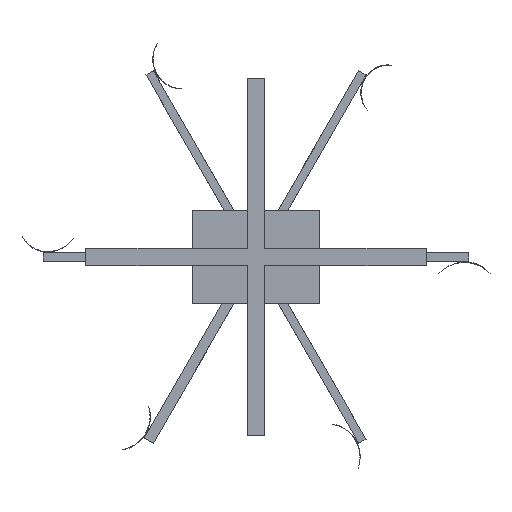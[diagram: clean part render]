
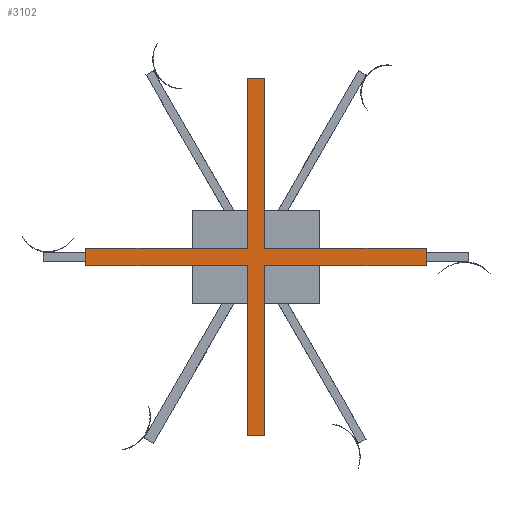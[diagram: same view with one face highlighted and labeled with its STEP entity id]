
A CAD part, front view. The second image highlights one B-rep face of the part: STEP entity #3102.
In plain terms, the highlighted planar face has unit normal (0, -1, 0).
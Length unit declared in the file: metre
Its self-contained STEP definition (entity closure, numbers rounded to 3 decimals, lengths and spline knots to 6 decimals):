
#79=CIRCLE('',#3299,0.0285);
#81=CIRCLE('',#3301,0.0285);
#83=CIRCLE('',#3303,0.0285);
#85=CIRCLE('',#3305,0.0285);
#260=FACE_OUTER_BOUND('',#435,.T.);
#435=EDGE_LOOP('',(#2462,#2463,#2464,#2465,#2466,#2467,#2468,#2469,#2470,
#2471,#2472,#2473,#2474,#2475,#2476,#2477));
#721=LINE('',#4841,#1071);
#726=LINE('',#4851,#1076);
#729=LINE('',#4857,#1079);
#731=LINE('',#4861,#1081);
#736=LINE('',#4870,#1086);
#737=LINE('',#4872,#1087);
#741=LINE('',#4880,#1091);
#742=LINE('',#4882,#1092);
#745=LINE('',#4888,#1095);
#746=LINE('',#4890,#1096);
#747=LINE('',#4893,#1097);
#748=LINE('',#4894,#1098);
#1071=VECTOR('',#3909,0.01);
#1076=VECTOR('',#3918,0.01);
#1079=VECTOR('',#3923,0.01);
#1081=VECTOR('',#3927,0.01);
#1086=VECTOR('',#3934,0.01);
#1087=VECTOR('',#3937,0.01);
#1091=VECTOR('',#3945,0.01);
#1092=VECTOR('',#3948,0.01);
#1095=VECTOR('',#3955,0.01);
#1096=VECTOR('',#3958,0.01);
#1097=VECTOR('',#3961,0.01);
#1098=VECTOR('',#3962,0.01);
#1349=VERTEX_POINT('',#4802);
#1350=VERTEX_POINT('',#4804);
#1353=VERTEX_POINT('',#4810);
#1354=VERTEX_POINT('',#4812);
#1357=VERTEX_POINT('',#4818);
#1358=VERTEX_POINT('',#4820);
#1361=VERTEX_POINT('',#4826);
#1362=VERTEX_POINT('',#4828);
#1366=VERTEX_POINT('',#4840);
#1369=VERTEX_POINT('',#4850);
#1371=VERTEX_POINT('',#4856);
#1372=VERTEX_POINT('',#4860);
#1375=VERTEX_POINT('',#4868);
#1377=VERTEX_POINT('',#4878);
#1378=VERTEX_POINT('',#4886);
#1379=VERTEX_POINT('',#4892);
#1722=EDGE_CURVE('',#1349,#1350,#79,.T.);
#1726=EDGE_CURVE('',#1353,#1354,#81,.T.);
#1730=EDGE_CURVE('',#1357,#1358,#83,.T.);
#1734=EDGE_CURVE('',#1361,#1362,#85,.T.);
#1740=EDGE_CURVE('',#1366,#1354,#721,.T.);
#1745=EDGE_CURVE('',#1358,#1369,#726,.T.);
#1748=EDGE_CURVE('',#1371,#1350,#729,.T.);
#1750=EDGE_CURVE('',#1362,#1372,#731,.T.);
#1755=EDGE_CURVE('',#1375,#1349,#736,.T.);
#1756=EDGE_CURVE('',#1372,#1375,#737,.T.);
#1760=EDGE_CURVE('',#1377,#1361,#741,.T.);
#1761=EDGE_CURVE('',#1369,#1377,#742,.T.);
#1764=EDGE_CURVE('',#1357,#1378,#745,.T.);
#1765=EDGE_CURVE('',#1378,#1366,#746,.T.);
#1766=EDGE_CURVE('',#1353,#1379,#747,.T.);
#1767=EDGE_CURVE('',#1379,#1371,#748,.T.);
#2462=ORIENTED_EDGE('',*,*,#1764,.T.);
#2463=ORIENTED_EDGE('',*,*,#1765,.T.);
#2464=ORIENTED_EDGE('',*,*,#1740,.T.);
#2465=ORIENTED_EDGE('',*,*,#1726,.F.);
#2466=ORIENTED_EDGE('',*,*,#1766,.T.);
#2467=ORIENTED_EDGE('',*,*,#1767,.T.);
#2468=ORIENTED_EDGE('',*,*,#1748,.T.);
#2469=ORIENTED_EDGE('',*,*,#1722,.F.);
#2470=ORIENTED_EDGE('',*,*,#1755,.F.);
#2471=ORIENTED_EDGE('',*,*,#1756,.F.);
#2472=ORIENTED_EDGE('',*,*,#1750,.F.);
#2473=ORIENTED_EDGE('',*,*,#1734,.F.);
#2474=ORIENTED_EDGE('',*,*,#1760,.F.);
#2475=ORIENTED_EDGE('',*,*,#1761,.F.);
#2476=ORIENTED_EDGE('',*,*,#1745,.F.);
#2477=ORIENTED_EDGE('',*,*,#1730,.F.);
#2949=PLANE('',#3321);
#3102=ADVANCED_FACE('',(#260),#2949,.F.);
#3299=AXIS2_PLACEMENT_3D('',#4805,#3879,#3880);
#3301=AXIS2_PLACEMENT_3D('',#4813,#3885,#3886);
#3303=AXIS2_PLACEMENT_3D('',#4821,#3891,#3892);
#3305=AXIS2_PLACEMENT_3D('',#4829,#3897,#3898);
#3321=AXIS2_PLACEMENT_3D('',#4891,#3959,#3960);
#3879=DIRECTION('center_axis',(0.,1.,0.));
#3880=DIRECTION('ref_axis',(1.,0.,0.));
#3885=DIRECTION('center_axis',(0.,1.,0.));
#3886=DIRECTION('ref_axis',(1.,0.,0.));
#3891=DIRECTION('center_axis',(0.,1.,0.));
#3892=DIRECTION('ref_axis',(1.,0.,0.));
#3897=DIRECTION('center_axis',(0.,1.,0.));
#3898=DIRECTION('ref_axis',(1.,0.,0.));
#3909=DIRECTION('',(-1.,0.,0.));
#3918=DIRECTION('',(0.,0.,-1.));
#3923=DIRECTION('',(0.,0.,-1.));
#3927=DIRECTION('',(-1.,0.,0.));
#3934=DIRECTION('',(1.,0.,0.));
#3937=DIRECTION('',(0.,0.,1.));
#3945=DIRECTION('',(0.,0.,1.));
#3948=DIRECTION('',(-1.,0.,0.));
#3955=DIRECTION('',(1.,0.,0.));
#3958=DIRECTION('',(0.,0.,1.));
#3959=DIRECTION('center_axis',(0.,1.,0.));
#3960=DIRECTION('ref_axis',(1.,0.,0.));
#3961=DIRECTION('',(0.,0.,1.));
#3962=DIRECTION('',(-1.,0.,0.));
#4802=CARTESIAN_POINT('',(-0.020304,0.,0.02));
#4804=CARTESIAN_POINT('',(-0.02,0.,0.020304));
#4805=CARTESIAN_POINT('Origin',(0.,0.,0.));
#4810=CARTESIAN_POINT('',(0.02,0.,0.020304));
#4812=CARTESIAN_POINT('',(0.020304,0.,0.02));
#4813=CARTESIAN_POINT('Origin',(0.,0.,0.));
#4818=CARTESIAN_POINT('',(0.020304,0.,-0.02));
#4820=CARTESIAN_POINT('',(0.02,0.,-0.020304));
#4821=CARTESIAN_POINT('Origin',(0.,0.,0.));
#4826=CARTESIAN_POINT('',(-0.02,0.,-0.020304));
#4828=CARTESIAN_POINT('',(-0.020304,0.,-0.02));
#4829=CARTESIAN_POINT('Origin',(0.,0.,0.));
#4840=CARTESIAN_POINT('',(0.4,0.,0.02));
#4841=CARTESIAN_POINT('',(0.4,0.,0.02));
#4850=CARTESIAN_POINT('',(0.02,0.,-0.42));
#4851=CARTESIAN_POINT('',(0.02,0.,-0.02));
#4856=CARTESIAN_POINT('',(-0.02,0.,0.42));
#4857=CARTESIAN_POINT('',(-0.02,0.,0.42));
#4860=CARTESIAN_POINT('',(-0.4,0.,-0.02));
#4861=CARTESIAN_POINT('',(0.,0.,-0.02));
#4868=CARTESIAN_POINT('',(-0.4,0.,0.02));
#4870=CARTESIAN_POINT('',(-0.4,0.,0.02));
#4872=CARTESIAN_POINT('',(-0.4,0.,-0.02));
#4878=CARTESIAN_POINT('',(-0.02,0.,-0.42));
#4880=CARTESIAN_POINT('',(-0.02,0.,-0.42));
#4882=CARTESIAN_POINT('',(0.02,0.,-0.42));
#4886=CARTESIAN_POINT('',(0.4,0.,-0.02));
#4888=CARTESIAN_POINT('',(0.,0.,-0.02));
#4890=CARTESIAN_POINT('',(0.4,0.,-0.02));
#4891=CARTESIAN_POINT('Origin',(0.21,0.,0.));
#4892=CARTESIAN_POINT('',(0.02,0.,0.42));
#4893=CARTESIAN_POINT('',(0.02,0.,0.02));
#4894=CARTESIAN_POINT('',(0.02,0.,0.42));
